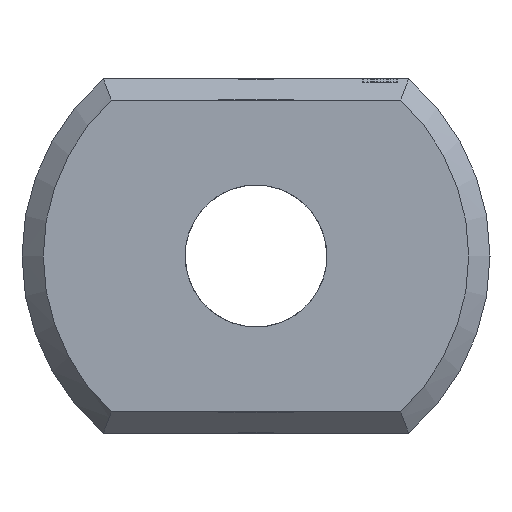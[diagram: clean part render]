
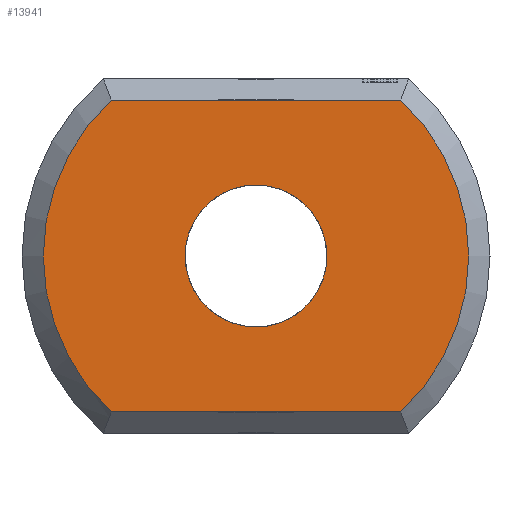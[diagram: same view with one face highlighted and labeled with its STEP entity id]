
A CAD part, left-side view. The second image highlights one B-rep face of the part: STEP entity #13941.
In plain terms, the highlighted planar face has unit normal (-1, 0, 0).
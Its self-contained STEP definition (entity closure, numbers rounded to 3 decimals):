
#3471 = VERTEX_POINT('',#3472);
#3472 = CARTESIAN_POINT('',(0.,-2.04,2.2));
#3481 = VERTEX_POINT('',#3482);
#3482 = CARTESIAN_POINT('',(0.,-2.04,-2.2));
#3489 = EDGE_CURVE('',#3471,#3481,#3490,.T.);
#3490 = CIRCLE('',#3491,3.);
#3491 = AXIS2_PLACEMENT_3D('',#3492,#3493,#3494);
#3492 = CARTESIAN_POINT('',(0.,0.,0.));
#3493 = DIRECTION('',(1.,0.,0.));
#3494 = DIRECTION('',(0.,-0.653,0.758)
  );
#4228 = VERTEX_POINT('',#4229);
#4229 = CARTESIAN_POINT('',(0.,2.04,2.2));
#4236 = EDGE_CURVE('',#3471,#4228,#4237,.T.);
#4237 = LINE('',#4238,#4239);
#4238 = CARTESIAN_POINT('',(0.,-2.154,2.2));
#4239 = VECTOR('',#4240,1.);
#4240 = DIRECTION('',(0.,1.,0.));
#13941 = ADVANCED_FACE('',(#13942,#13961),#13972,.F.);
#13942 = FACE_BOUND('',#13943,.F.);
#13943 = EDGE_LOOP('',(#13944,#13953,#13954,#13955));
#13944 = ORIENTED_EDGE('',*,*,#13945,.T.);
#13945 = EDGE_CURVE('',#13946,#4228,#13948,.T.);
#13946 = VERTEX_POINT('',#13947);
#13947 = CARTESIAN_POINT('',(0.,2.04,-2.2));
#13948 = CIRCLE('',#13949,3.);
#13949 = AXIS2_PLACEMENT_3D('',#13950,#13951,#13952);
#13950 = CARTESIAN_POINT('',(0.,0.,0.));
#13951 = DIRECTION('',(1.,0.,0.));
#13952 = DIRECTION('',(0.,0.653,-0.758)
  );
#13953 = ORIENTED_EDGE('',*,*,#4236,.F.);
#13954 = ORIENTED_EDGE('',*,*,#3489,.T.);
#13955 = ORIENTED_EDGE('',*,*,#13956,.T.);
#13956 = EDGE_CURVE('',#3481,#13946,#13957,.T.);
#13957 = LINE('',#13958,#13959);
#13958 = CARTESIAN_POINT('',(0.,-2.154,-2.2));
#13959 = VECTOR('',#13960,1.);
#13960 = DIRECTION('',(0.,1.,0.));
#13961 = FACE_BOUND('',#13962,.T.);
#13962 = EDGE_LOOP('',(#13963));
#13963 = ORIENTED_EDGE('',*,*,#13964,.T.);
#13964 = EDGE_CURVE('',#13965,#13965,#13967,.T.);
#13965 = VERTEX_POINT('',#13966);
#13966 = CARTESIAN_POINT('',(0.,1.,0.)
  );
#13967 = CIRCLE('',#13968,1.);
#13968 = AXIS2_PLACEMENT_3D('',#13969,#13970,#13971);
#13969 = CARTESIAN_POINT('',(0.,0.,0.));
#13970 = DIRECTION('',(1.,0.,0.));
#13971 = DIRECTION('',(0.,1.,0.));
#13972 = PLANE('',#13973);
#13973 = AXIS2_PLACEMENT_3D('',#13974,#13975,#13976);
#13974 = CARTESIAN_POINT('',(0.,0.,0.));
#13975 = DIRECTION('',(1.,0.,0.));
#13976 = DIRECTION('',(0.,0.,1.));
